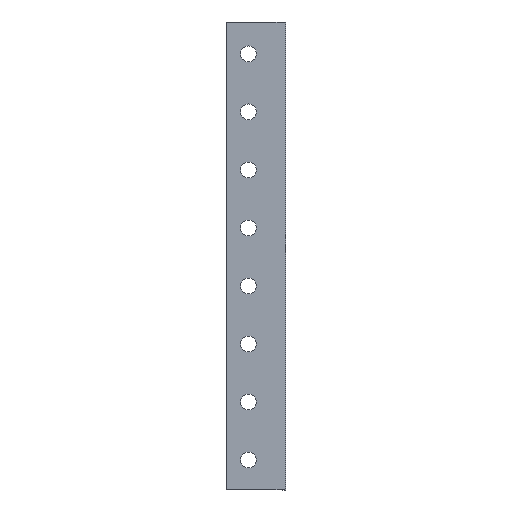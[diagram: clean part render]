
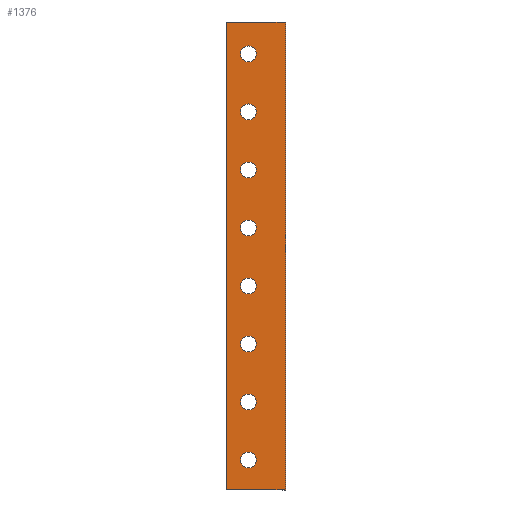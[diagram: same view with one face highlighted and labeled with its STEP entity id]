
A CAD part, left-side view. The second image highlights one B-rep face of the part: STEP entity #1376.
In plain terms, the highlighted planar face has unit normal (-1, 0, 0).
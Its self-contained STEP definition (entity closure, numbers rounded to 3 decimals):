
#70=FACE_BOUND('',#252,.T.);
#71=FACE_BOUND('',#253,.T.);
#72=FACE_BOUND('',#254,.T.);
#73=FACE_BOUND('',#255,.T.);
#74=FACE_BOUND('',#256,.T.);
#75=FACE_BOUND('',#257,.T.);
#76=FACE_BOUND('',#258,.T.);
#77=FACE_BOUND('',#259,.T.);
#134=CIRCLE('',#1506,4.1);
#135=CIRCLE('',#1507,4.1);
#136=CIRCLE('',#1508,4.1);
#137=CIRCLE('',#1509,4.1);
#138=CIRCLE('',#1510,4.1);
#139=CIRCLE('',#1511,4.1);
#140=CIRCLE('',#1512,4.1);
#141=CIRCLE('',#1513,4.1);
#161=FACE_OUTER_BOUND('',#251,.T.);
#251=EDGE_LOOP('',(#1008,#1009,#1010,#1011,#1012,#1013));
#252=EDGE_LOOP('',(#1014));
#253=EDGE_LOOP('',(#1015));
#254=EDGE_LOOP('',(#1016));
#255=EDGE_LOOP('',(#1017));
#256=EDGE_LOOP('',(#1018));
#257=EDGE_LOOP('',(#1019));
#258=EDGE_LOOP('',(#1020));
#259=EDGE_LOOP('',(#1021));
#374=LINE('',#2106,#502);
#391=LINE('',#2173,#519);
#392=LINE('',#2175,#520);
#393=LINE('',#2177,#521);
#394=LINE('',#2179,#522);
#395=LINE('',#2180,#523);
#502=VECTOR('',#1684,10.);
#519=VECTOR('',#1735,10.);
#520=VECTOR('',#1736,10.);
#521=VECTOR('',#1737,10.);
#522=VECTOR('',#1738,10.);
#523=VECTOR('',#1739,10.);
#647=VERTEX_POINT('',#2092);
#653=VERTEX_POINT('',#2104);
#686=VERTEX_POINT('',#2172);
#687=VERTEX_POINT('',#2174);
#688=VERTEX_POINT('',#2176);
#689=VERTEX_POINT('',#2178);
#690=VERTEX_POINT('',#2181);
#691=VERTEX_POINT('',#2183);
#692=VERTEX_POINT('',#2185);
#693=VERTEX_POINT('',#2187);
#694=VERTEX_POINT('',#2189);
#695=VERTEX_POINT('',#2191);
#696=VERTEX_POINT('',#2193);
#697=VERTEX_POINT('',#2195);
#782=EDGE_CURVE('',#647,#653,#374,.T.);
#815=EDGE_CURVE('',#686,#653,#391,.T.);
#816=EDGE_CURVE('',#686,#687,#392,.T.);
#817=EDGE_CURVE('',#687,#688,#393,.T.);
#818=EDGE_CURVE('',#688,#689,#394,.T.);
#819=EDGE_CURVE('',#689,#647,#395,.T.);
#820=EDGE_CURVE('',#690,#690,#134,.T.);
#821=EDGE_CURVE('',#691,#691,#135,.T.);
#822=EDGE_CURVE('',#692,#692,#136,.T.);
#823=EDGE_CURVE('',#693,#693,#137,.T.);
#824=EDGE_CURVE('',#694,#694,#138,.T.);
#825=EDGE_CURVE('',#695,#695,#139,.T.);
#826=EDGE_CURVE('',#696,#696,#140,.T.);
#827=EDGE_CURVE('',#697,#697,#141,.T.);
#1008=ORIENTED_EDGE('',*,*,#815,.F.);
#1009=ORIENTED_EDGE('',*,*,#816,.T.);
#1010=ORIENTED_EDGE('',*,*,#817,.T.);
#1011=ORIENTED_EDGE('',*,*,#818,.T.);
#1012=ORIENTED_EDGE('',*,*,#819,.T.);
#1013=ORIENTED_EDGE('',*,*,#782,.T.);
#1014=ORIENTED_EDGE('',*,*,#820,.T.);
#1015=ORIENTED_EDGE('',*,*,#821,.T.);
#1016=ORIENTED_EDGE('',*,*,#822,.T.);
#1017=ORIENTED_EDGE('',*,*,#823,.T.);
#1018=ORIENTED_EDGE('',*,*,#824,.T.);
#1019=ORIENTED_EDGE('',*,*,#825,.T.);
#1020=ORIENTED_EDGE('',*,*,#826,.T.);
#1021=ORIENTED_EDGE('',*,*,#827,.T.);
#1301=PLANE('',#1505);
#1376=ADVANCED_FACE('',(#161,#70,#71,#72,#73,#74,#75,#76,#77),#1301,.F.);
#1505=AXIS2_PLACEMENT_3D('',#2171,#1733,#1734);
#1506=AXIS2_PLACEMENT_3D('',#2182,#1740,#1741);
#1507=AXIS2_PLACEMENT_3D('',#2184,#1742,#1743);
#1508=AXIS2_PLACEMENT_3D('',#2186,#1744,#1745);
#1509=AXIS2_PLACEMENT_3D('',#2188,#1746,#1747);
#1510=AXIS2_PLACEMENT_3D('',#2190,#1748,#1749);
#1511=AXIS2_PLACEMENT_3D('',#2192,#1750,#1751);
#1512=AXIS2_PLACEMENT_3D('',#2194,#1752,#1753);
#1513=AXIS2_PLACEMENT_3D('',#2196,#1754,#1755);
#1684=DIRECTION('',(0.,0.,1.));
#1733=DIRECTION('center_axis',(1.,0.,0.));
#1734=DIRECTION('ref_axis',(0.,0.,
1.));
#1735=DIRECTION('',(0.,-1.,0.));
#1736=DIRECTION('',(0.,1.,0.));
#1737=DIRECTION('',(0.,0.,-1.));
#1738=DIRECTION('',(0.,-1.,0.));
#1739=DIRECTION('',(0.,-1.,0.));
#1740=DIRECTION('center_axis',(1.,0.,0.));
#1741=DIRECTION('ref_axis',(0.,1.,0.));
#1742=DIRECTION('center_axis',(1.,0.,0.));
#1743=DIRECTION('ref_axis',(0.,1.,0.));
#1744=DIRECTION('center_axis',(1.,0.,0.));
#1745=DIRECTION('ref_axis',(0.,1.,0.));
#1746=DIRECTION('center_axis',(1.,0.,0.));
#1747=DIRECTION('ref_axis',(0.,1.,0.));
#1748=DIRECTION('center_axis',(1.,0.,0.));
#1749=DIRECTION('ref_axis',(0.,1.,0.));
#1750=DIRECTION('center_axis',(1.,0.,0.));
#1751=DIRECTION('ref_axis',(0.,1.,0.));
#1752=DIRECTION('center_axis',(1.,0.,0.));
#1753=DIRECTION('ref_axis',(0.,1.,0.));
#1754=DIRECTION('center_axis',(1.,0.,0.));
#1755=DIRECTION('ref_axis',(0.,1.,0.));
#2092=CARTESIAN_POINT('',(-61.001,0.,-242.));
#2104=CARTESIAN_POINT('',(-61.001,0.,0.));
#2106=CARTESIAN_POINT('',(-61.001,0.,-121.));
#2171=CARTESIAN_POINT('Origin',(-61.001,-13.679,-121.));
#2172=CARTESIAN_POINT('',(-61.001,3.5,0.));
#2173=CARTESIAN_POINT('',(-61.001,-5.09,0.));
#2174=CARTESIAN_POINT('',(-61.001,30.821,0.));
#2175=CARTESIAN_POINT('',(-61.001,-58.179,0.));
#2176=CARTESIAN_POINT('',(-61.001,30.821,-242.));
#2177=CARTESIAN_POINT('',(-61.001,30.821,0.));
#2178=CARTESIAN_POINT('',(-61.001,3.5,-242.));
#2179=CARTESIAN_POINT('',(-61.001,30.821,-242.));
#2180=CARTESIAN_POINT('',(-61.001,-8.215,-242.));
#2181=CARTESIAN_POINT('',(-61.001,15.221,-226.5));
#2182=CARTESIAN_POINT('Origin',(-61.001,19.321,-226.5));
#2183=CARTESIAN_POINT('',(-61.001,15.221,-196.5));
#2184=CARTESIAN_POINT('Origin',(-61.001,19.321,-196.5));
#2185=CARTESIAN_POINT('',(-61.001,15.221,-166.5));
#2186=CARTESIAN_POINT('Origin',(-61.001,19.321,-166.5));
#2187=CARTESIAN_POINT('',(-61.001,15.221,-136.5));
#2188=CARTESIAN_POINT('Origin',(-61.001,19.321,-136.5));
#2189=CARTESIAN_POINT('',(-61.001,15.221,-106.5));
#2190=CARTESIAN_POINT('Origin',(-61.001,19.321,-106.5));
#2191=CARTESIAN_POINT('',(-61.001,15.221,-76.5));
#2192=CARTESIAN_POINT('Origin',(-61.001,19.321,-76.5));
#2193=CARTESIAN_POINT('',(-61.001,15.221,-46.5));
#2194=CARTESIAN_POINT('Origin',(-61.001,19.321,-46.5));
#2195=CARTESIAN_POINT('',(-61.001,15.221,-16.5));
#2196=CARTESIAN_POINT('Origin',(-61.001,19.321,-16.5));
